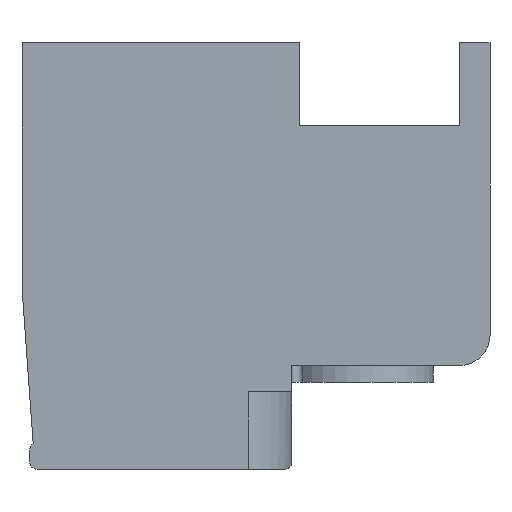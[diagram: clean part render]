
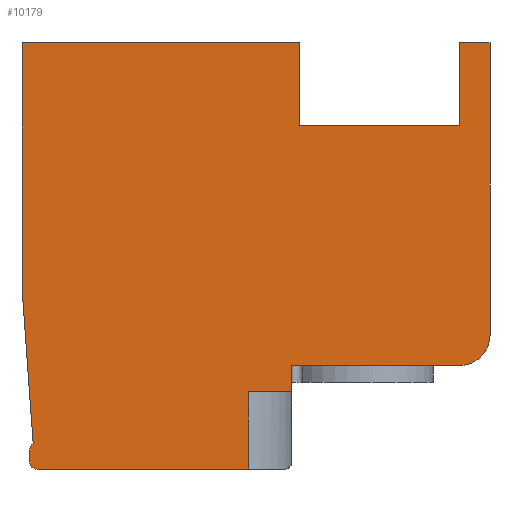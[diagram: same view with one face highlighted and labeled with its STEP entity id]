
A CAD part, front view. The second image highlights one B-rep face of the part: STEP entity #10179.
In plain terms, the highlighted planar face has unit normal (0, -1, 0).
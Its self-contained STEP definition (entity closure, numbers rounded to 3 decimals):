
#1=DIRECTION('',(0.,0.,1.));
#2=VECTOR('',#1,2.05);
#3=CARTESIAN_POINT('',(-0.15,0.,-6.175));
#4=LINE('',#3,#2);
#5=DIRECTION('',(-1.,0.,0.));
#6=VECTOR('',#5,5.6);
#7=CARTESIAN_POINT('',(-0.15,0.,-6.175));
#8=LINE('',#7,#6);
#9=CARTESIAN_POINT('',(-5.75,0.,-5.975));
#10=DIRECTION('',(0.,1.,0.));
#11=DIRECTION('',(0.,0.,-1.));
#12=AXIS2_PLACEMENT_3D('',#9,#10,#11);
#14=DIRECTION('',(0.,0.,1.));
#15=VECTOR('',#14,0.3);
#16=CARTESIAN_POINT('',(-5.95,0.,-5.975));
#17=LINE('',#16,#15);
#18=CARTESIAN_POINT('',(-5.75,0.,-5.675));
#19=DIRECTION('',(0.,1.,0.));
#20=DIRECTION('',(-1.,0.,0.));
#21=AXIS2_PLACEMENT_3D('',#18,#19,#20);
#23=DIRECTION('',(-0.072,0.,0.997));
#24=VECTOR('',#23,4.13);
#25=CARTESIAN_POINT('',(-5.854,0.,-5.504));
#26=LINE('',#25,#24);
#27=DIRECTION('',(0.,0.,1.));
#28=VECTOR('',#27,6.51);
#29=CARTESIAN_POINT('',(-6.15,0.,-1.385));
#30=LINE('',#29,#28);
#31=DIRECTION('',(1.,0.,0.));
#32=VECTOR('',#31,7.35);
#33=CARTESIAN_POINT('',(-6.15,0.,5.125));
#34=LINE('',#33,#32);
#35=DIRECTION('',(0.,0.,-1.));
#36=VECTOR('',#35,2.2);
#37=CARTESIAN_POINT('',(1.2,0.,5.125));
#38=LINE('',#37,#36);
#39=DIRECTION('',(1.,0.,0.));
#40=VECTOR('',#39,4.25);
#41=CARTESIAN_POINT('',(1.2,0.,2.925));
#42=LINE('',#41,#40);
#43=DIRECTION('',(0.,0.,1.));
#44=VECTOR('',#43,2.2);
#45=CARTESIAN_POINT('',(5.45,0.,2.925));
#46=LINE('',#45,#44);
#47=DIRECTION('',(1.,0.,0.));
#48=VECTOR('',#47,0.8);
#49=CARTESIAN_POINT('',(5.45,0.,5.125));
#50=LINE('',#49,#48);
#51=DIRECTION('',(0.,0.,-1.));
#52=VECTOR('',#51,7.75);
#53=CARTESIAN_POINT('',(6.25,0.,5.125));
#54=LINE('',#53,#52);
#55=CARTESIAN_POINT('',(5.45,0.,-2.625));
#56=DIRECTION('',(0.,1.,0.));
#57=DIRECTION('',(1.,0.,0.));
#58=AXIS2_PLACEMENT_3D('',#55,#56,#57);
#60=DIRECTION('',(-1.,0.,0.));
#61=VECTOR('',#60,4.45);
#62=CARTESIAN_POINT('',(5.45,0.,-3.425));
#63=LINE('',#62,#61);
#64=DIRECTION('',(0.,0.,-1.));
#65=VECTOR('',#64,0.7);
#66=CARTESIAN_POINT('',(1.,0.,-3.425));
#67=LINE('',#66,#65);
#68=DIRECTION('',(1.,0.,0.));
#69=VECTOR('',#68,1.15);
#70=CARTESIAN_POINT('',(-0.15,0.,-4.125));
#71=LINE('',#70,#69);
#7844=CARTESIAN_POINT('',(6.25,0.,5.125));
#7845=CARTESIAN_POINT('',(6.25,0.,-2.625));
#7846=VERTEX_POINT('',#7844);
#7847=VERTEX_POINT('',#7845);
#7848=CARTESIAN_POINT('',(5.45,0.,-3.425));
#7849=VERTEX_POINT('',#7848);
#7850=CARTESIAN_POINT('',(1.,0.,-3.425));
#7851=VERTEX_POINT('',#7850);
#7852=CARTESIAN_POINT('',(-5.75,0.,-6.175));
#7853=CARTESIAN_POINT('',(-5.95,0.,-5.975));
#7854=VERTEX_POINT('',#7852);
#7855=VERTEX_POINT('',#7853);
#7856=CARTESIAN_POINT('',(-5.95,0.,-5.675));
#7857=VERTEX_POINT('',#7856);
#7858=CARTESIAN_POINT('',(-5.854,0.,-5.504));
#7859=VERTEX_POINT('',#7858);
#7860=CARTESIAN_POINT('',(-6.15,0.,-1.385));
#7861=VERTEX_POINT('',#7860);
#7862=CARTESIAN_POINT('',(-6.15,0.,5.125));
#7863=VERTEX_POINT('',#7862);
#7864=CARTESIAN_POINT('',(1.2,0.,5.125));
#7865=CARTESIAN_POINT('',(1.2,0.,2.925));
#7866=VERTEX_POINT('',#7864);
#7867=VERTEX_POINT('',#7865);
#7868=CARTESIAN_POINT('',(5.45,0.,2.925));
#7869=VERTEX_POINT('',#7868);
#7870=CARTESIAN_POINT('',(5.45,0.,5.125));
#7871=VERTEX_POINT('',#7870);
#8042=CARTESIAN_POINT('',(-0.15,0.,-6.175));
#8043=CARTESIAN_POINT('',(-0.15,0.,-4.125));
#8044=VERTEX_POINT('',#8042);
#8045=VERTEX_POINT('',#8043);
#8046=CARTESIAN_POINT('',(1.,0.,-4.125));
#8047=VERTEX_POINT('',#8046);
#10138=CARTESIAN_POINT('',(0.,0.,0.));
#10139=DIRECTION('',(0.,1.,0.));
#10140=DIRECTION('',(1.,0.,0.));
#10141=AXIS2_PLACEMENT_3D('',#10138,#10139,#10140);
#10142=PLANE('',#10141);
#10144=ORIENTED_EDGE('',*,*,#10143,.F.);
#10146=ORIENTED_EDGE('',*,*,#10145,.T.);
#10148=ORIENTED_EDGE('',*,*,#10147,.T.);
#10150=ORIENTED_EDGE('',*,*,#10149,.T.);
#10152=ORIENTED_EDGE('',*,*,#10151,.T.);
#10154=ORIENTED_EDGE('',*,*,#10153,.T.);
#10156=ORIENTED_EDGE('',*,*,#10155,.T.);
#10158=ORIENTED_EDGE('',*,*,#10157,.T.);
#10160=ORIENTED_EDGE('',*,*,#10159,.T.);
#10162=ORIENTED_EDGE('',*,*,#10161,.T.);
#10164=ORIENTED_EDGE('',*,*,#10163,.T.);
#10166=ORIENTED_EDGE('',*,*,#10165,.T.);
#10168=ORIENTED_EDGE('',*,*,#10167,.T.);
#10170=ORIENTED_EDGE('',*,*,#10169,.T.);
#10172=ORIENTED_EDGE('',*,*,#10171,.T.);
#10174=ORIENTED_EDGE('',*,*,#10173,.T.);
#10176=ORIENTED_EDGE('',*,*,#10175,.F.);
#10177=EDGE_LOOP('',(#10144,#10146,#10148,#10150,#10152,#10154,#10156,#10158,
#10160,#10162,#10164,#10166,#10168,#10170,#10172,#10174,#10176));
#10178=FACE_OUTER_BOUND('',#10177,.F.);
#10179=ADVANCED_FACE('',(#10178),#10142,.F.);
#13=CIRCLE('',#12,0.2);
#22=CIRCLE('',#21,0.2);
#59=CIRCLE('',#58,0.8);
#10143=EDGE_CURVE('',#8044,#8045,#4,.T.);
#10145=EDGE_CURVE('',#8044,#7854,#8,.T.);
#10147=EDGE_CURVE('',#7854,#7855,#13,.T.);
#10149=EDGE_CURVE('',#7855,#7857,#17,.T.);
#10151=EDGE_CURVE('',#7857,#7859,#22,.T.);
#10153=EDGE_CURVE('',#7859,#7861,#26,.T.);
#10155=EDGE_CURVE('',#7861,#7863,#30,.T.);
#10157=EDGE_CURVE('',#7863,#7866,#34,.T.);
#10159=EDGE_CURVE('',#7866,#7867,#38,.T.);
#10161=EDGE_CURVE('',#7867,#7869,#42,.T.);
#10163=EDGE_CURVE('',#7869,#7871,#46,.T.);
#10165=EDGE_CURVE('',#7871,#7846,#50,.T.);
#10167=EDGE_CURVE('',#7846,#7847,#54,.T.);
#10169=EDGE_CURVE('',#7847,#7849,#59,.T.);
#10171=EDGE_CURVE('',#7849,#7851,#63,.T.);
#10173=EDGE_CURVE('',#7851,#8047,#67,.T.);
#10175=EDGE_CURVE('',#8045,#8047,#71,.T.);
